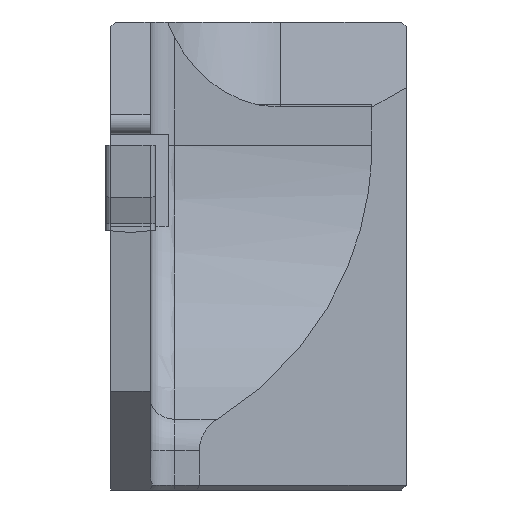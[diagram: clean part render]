
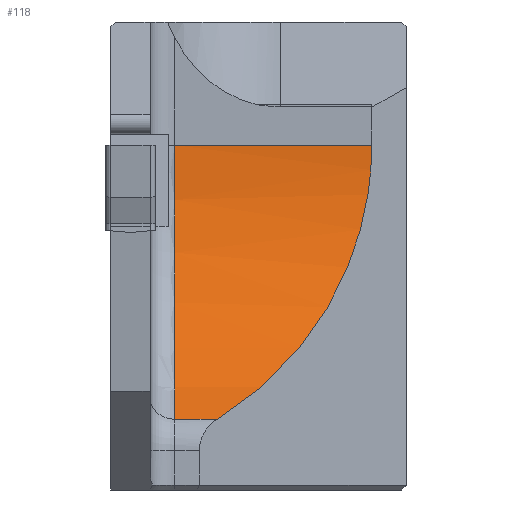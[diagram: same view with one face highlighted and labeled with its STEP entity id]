
A CAD part, left-side view. The second image highlights one B-rep face of the part: STEP entity #118.
In plain terms, the highlighted cylindrical face has radius 13 mm (diameter 26 mm), a partial arc.
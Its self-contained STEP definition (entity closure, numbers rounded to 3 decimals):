
#61=CYLINDRICAL_SURFACE('',#1382,13.);
#82=ELLIPSE('',#1380,18.385,13.);
#118=ADVANCED_FACE('',(#239),#61,.F.);
#239=FACE_OUTER_BOUND('',#311,.T.);
#311=EDGE_LOOP('',(#493,#494,#495,#496));
#375=CIRCLE('',#1381,13.);
#493=ORIENTED_EDGE('',*,*,#950,.T.);
#494=ORIENTED_EDGE('',*,*,#947,.T.);
#495=ORIENTED_EDGE('',*,*,#951,.T.);
#496=ORIENTED_EDGE('',*,*,#915,.F.);
#797=VERTEX_POINT('',#1918);
#798=VERTEX_POINT('',#1919);
#813=VERTEX_POINT('',#1981);
#814=VERTEX_POINT('',#1983);
#915=EDGE_CURVE('',#797,#798,#1093,.T.);
#947=EDGE_CURVE('',#814,#813,#1117,.T.);
#950=EDGE_CURVE('',#797,#814,#82,.T.);
#951=EDGE_CURVE('',#813,#798,#375,.T.);
#1093=LINE('',#1917,#1236);
#1117=LINE('',#1982,#1260);
#1236=VECTOR('',#1520,1.);
#1260=VECTOR('',#1584,1.);
#1380=AXIS2_PLACEMENT_3D('',#1988,#1589,#1590);
#1381=AXIS2_PLACEMENT_3D('',#1989,#1591,#1592);
#1382=AXIS2_PLACEMENT_3D('',#1990,#1593,#1594);
#1520=DIRECTION('',(0.,1.,0.));
#1584=DIRECTION('',(0.,1.,0.));
#1589=DIRECTION('',(-0.707,-0.707,0.));
#1590=DIRECTION('',(-0.707,0.707,0.));
#1591=DIRECTION('',(0.,1.,0.));
#1592=DIRECTION('',(0.,0.,1.));
#1593=DIRECTION('',(0.,1.,0.));
#1594=DIRECTION('',(0.,0.,-1.));
#1917=CARTESIAN_POINT('',(6.724,-14.65,-11.126));
#1918=CARTESIAN_POINT('',(6.724,7.676,-11.126));
#1919=CARTESIAN_POINT('',(6.724,9.4,-11.126));
#1981=CARTESIAN_POINT('',(13.,9.4,0.));
#1982=CARTESIAN_POINT('',(13.,-14.65,0.));
#1983=CARTESIAN_POINT('',(13.,1.4,0.));
#1988=CARTESIAN_POINT('',(0.,14.4,0.));
#1989=CARTESIAN_POINT('',(0.,9.4,0.));
#1990=CARTESIAN_POINT('',(0.,-14.65,0.));
